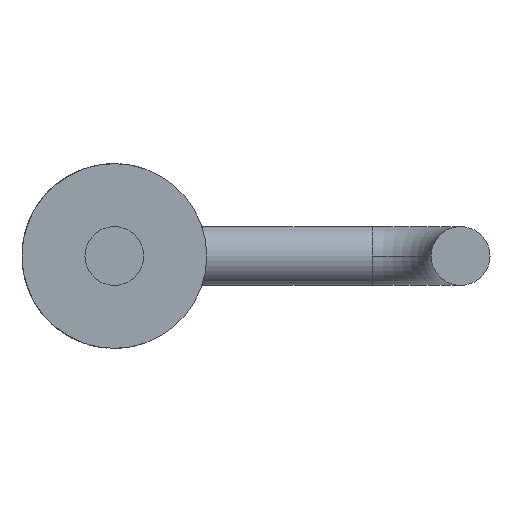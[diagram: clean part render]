
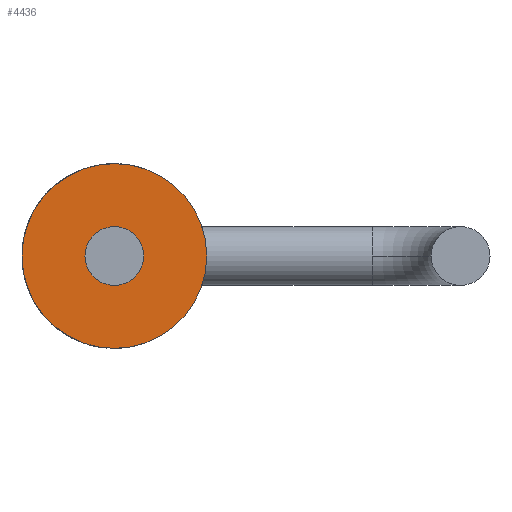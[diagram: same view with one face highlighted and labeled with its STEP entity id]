
A CAD part, front view. The second image highlights one B-rep face of the part: STEP entity #4436.
In plain terms, the highlighted planar face has unit normal (0, -1, 0).
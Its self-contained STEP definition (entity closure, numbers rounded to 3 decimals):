
#379 = EDGE_LOOP ( 'NONE', ( #5219, #1336 ) ) ;
#749 = AXIS2_PLACEMENT_3D ( 'NONE', #2657, #1496, #3099 ) ;
#990 = DIRECTION ( 'NONE',  ( 0., 0., 1. ) ) ;
#1076 = ORIENTED_EDGE ( 'NONE', *, *, #3652, .F. ) ;
#1118 = AXIS2_PLACEMENT_3D ( 'NONE', #1816, #3843, #3785 ) ;
#1197 = AXIS2_PLACEMENT_3D ( 'NONE', #3035, #2562, #990 ) ;
#1274 = VERTEX_POINT ( 'NONE', #4009 ) ;
#1336 = ORIENTED_EDGE ( 'NONE', *, *, #1835, .F. ) ;
#1344 = AXIS2_PLACEMENT_3D ( 'NONE', #4200, #2643, #2203 ) ;
#1360 = CARTESIAN_POINT ( 'NONE',  ( -0.431, 1., 0. ) ) ;
#1463 = CIRCLE ( 'NONE', #749, 1.355 ) ;
#1481 = EDGE_LOOP ( 'NONE', ( #1756, #1076 ) ) ;
#1496 = DIRECTION ( 'NONE',  ( 0., 1., 0. ) ) ;
#1680 = CIRCLE ( 'NONE', #1344, 1.355 ) ;
#1721 = CARTESIAN_POINT ( 'NONE',  ( 0., 1., 0. ) ) ;
#1756 = ORIENTED_EDGE ( 'NONE', *, *, #2869, .F. ) ;
#1816 = CARTESIAN_POINT ( 'NONE',  ( 0., 1., 0. ) ) ;
#1835 = EDGE_CURVE ( 'NONE', #2584, #1274, #3366, .T. ) ;
#1858 = PLANE ( 'NONE',  #1197 ) ;
#1953 = CARTESIAN_POINT ( 'NONE',  ( 0., 1., -1.355 ) ) ;
#2203 = DIRECTION ( 'NONE',  ( 0., 0., 1. ) ) ;
#2326 = EDGE_CURVE ( 'NONE', #1274, #2584, #4310, .T. ) ;
#2562 = DIRECTION ( 'NONE',  ( 0., 1., 0. ) ) ;
#2584 = VERTEX_POINT ( 'NONE', #1360 ) ;
#2643 = DIRECTION ( 'NONE',  ( 0., 1., 0. ) ) ;
#2657 = CARTESIAN_POINT ( 'NONE',  ( 0., 1., 0. ) ) ;
#2869 = EDGE_CURVE ( 'NONE', #3619, #4673, #1680, .T. ) ;
#3035 = CARTESIAN_POINT ( 'NONE',  ( 0., 1., 0. ) ) ;
#3099 = DIRECTION ( 'NONE',  ( 0., 0., 1. ) ) ;
#3123 = AXIS2_PLACEMENT_3D ( 'NONE', #1721, #4543, #4115 ) ;
#3366 = CIRCLE ( 'NONE', #3123, 0.431 ) ;
#3482 = CARTESIAN_POINT ( 'NONE',  ( 0., 1., 1.355 ) ) ;
#3619 = VERTEX_POINT ( 'NONE', #1953 ) ;
#3652 = EDGE_CURVE ( 'NONE', #4673, #3619, #1463, .T. ) ;
#3785 = DIRECTION ( 'NONE',  ( 0., 0., 1. ) ) ;
#3843 = DIRECTION ( 'NONE',  ( 0., -1., 0. ) ) ;
#4009 = CARTESIAN_POINT ( 'NONE',  ( 0.432, 1., 0. ) ) ;
#4115 = DIRECTION ( 'NONE',  ( 0., 0., 1. ) ) ;
#4200 = CARTESIAN_POINT ( 'NONE',  ( 0., 1., 0. ) ) ;
#4239 = FACE_BOUND ( 'NONE', #379, .T. ) ;
#4310 = CIRCLE ( 'NONE', #1118, 0.431 ) ;
#4436 = ADVANCED_FACE ( 'NONE', ( #4239, #4601 ), #1858, .F. ) ;
#4543 = DIRECTION ( 'NONE',  ( 0., -1., 0. ) ) ;
#4601 = FACE_OUTER_BOUND ( 'NONE', #1481, .T. ) ;
#4673 = VERTEX_POINT ( 'NONE', #3482 ) ;
#5219 = ORIENTED_EDGE ( 'NONE', *, *, #2326, .F. ) ;
